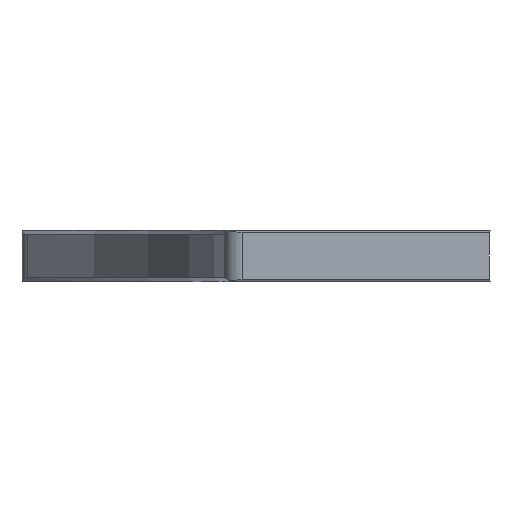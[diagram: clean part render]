
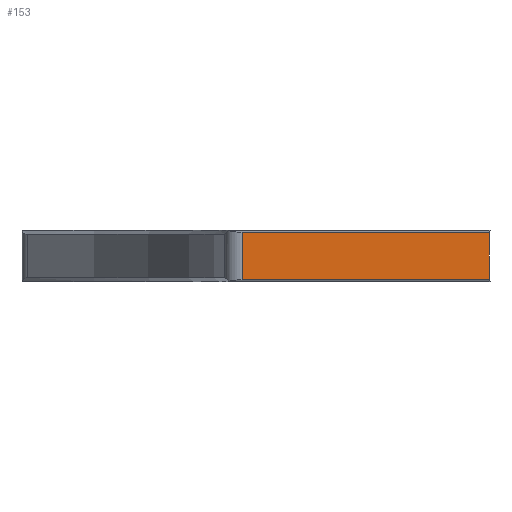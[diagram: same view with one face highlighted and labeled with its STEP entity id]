
A CAD part, front view. The second image highlights one B-rep face of the part: STEP entity #153.
In plain terms, the highlighted planar face has unit normal (0, -1, 0).
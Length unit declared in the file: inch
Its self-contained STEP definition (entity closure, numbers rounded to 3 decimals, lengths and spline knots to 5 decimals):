
#4 = DIRECTION ( 'NONE',  ( 1., 0., 0. ) ) ;
#36 = DIRECTION ( 'NONE',  ( 1., 0., 0. ) ) ;
#80 = EDGE_CURVE ( 'NONE', #576, #1082, #83, .T. ) ;
#83 = CIRCLE ( 'NONE', #1050, 2.5 ) ;
#119 = DIRECTION ( 'NONE',  ( 0., -1., 0. ) ) ;
#121 = VECTOR ( 'NONE', #239, 39.37008 ) ;
#153 = ADVANCED_FACE ( 'NONE', ( #1018 ), #315, .T. ) ;
#156 = CARTESIAN_POINT ( 'NONE',  ( 4.68633, 0., -0.3425 ) ) ;
#182 = DIRECTION ( 'NONE',  ( -1., 0., 0. ) ) ;
#207 = CARTESIAN_POINT ( 'NONE',  ( 4.563, 0., -0.3735 ) ) ;
#239 = DIRECTION ( 'NONE',  ( 0., 0., -1. ) ) ;
#254 = CARTESIAN_POINT ( 'NONE',  ( 4.68633, 0., -0.01563 ) ) ;
#300 = DIRECTION ( 'NONE',  ( 0., -1., 0. ) ) ;
#309 = VECTOR ( 'NONE', #182, 39.37008 ) ;
#315 = PLANE ( 'NONE',  #579 ) ;
#331 = VERTEX_POINT ( 'NONE', #638 ) ;
#344 = CARTESIAN_POINT ( 'NONE',  ( 6.469, 0., -0.35787 ) ) ;
#347 = EDGE_CURVE ( 'NONE', #451, #576, #991, .T. ) ;
#362 = EDGE_CURVE ( 'NONE', #451, #715, #989, .T. ) ;
#419 = ORIENTED_EDGE ( 'NONE', *, *, #661, .T. ) ;
#451 = VERTEX_POINT ( 'NONE', #1100 ) ;
#479 = EDGE_LOOP ( 'NONE', ( #782, #419, #550, #626, #538 ) ) ;
#538 = ORIENTED_EDGE ( 'NONE', *, *, #347, .F. ) ;
#550 = ORIENTED_EDGE ( 'NONE', *, *, #1155, .T. ) ;
#558 = VECTOR ( 'NONE', #914, 39.37008 ) ;
#576 = VERTEX_POINT ( 'NONE', #1130 ) ;
#579 = AXIS2_PLACEMENT_3D ( 'NONE', #207, #119, #846 ) ;
#619 = CARTESIAN_POINT ( 'NONE',  ( 4.563, 0., -0.01563 ) ) ;
#626 = ORIENTED_EDGE ( 'NONE', *, *, #80, .F. ) ;
#638 = CARTESIAN_POINT ( 'NONE',  ( 4.68633, 0., -0.35787 ) ) ;
#661 = EDGE_CURVE ( 'NONE', #715, #331, #861, .T. ) ;
#693 = CARTESIAN_POINT ( 'NONE',  ( 6.46788, 0., -0.35787 ) ) ;
#715 = VERTEX_POINT ( 'NONE', #254 ) ;
#782 = ORIENTED_EDGE ( 'NONE', *, *, #362, .T. ) ;
#846 = DIRECTION ( 'NONE',  ( 0., 0., -1. ) ) ;
#854 = CARTESIAN_POINT ( 'NONE',  ( 8.96202, 0., -0.18675 ) ) ;
#861 = LINE ( 'NONE', #156, #121 ) ;
#881 = LINE ( 'NONE', #344, #558 ) ;
#909 = DIRECTION ( 'NONE',  ( 0., -1., 0. ) ) ;
#914 = DIRECTION ( 'NONE',  ( 1., 0., 0. ) ) ;
#989 = LINE ( 'NONE', #619, #309 ) ;
#991 = CIRCLE ( 'NONE', #1070, 2.5 ) ;
#1001 = CARTESIAN_POINT ( 'NONE',  ( 8.96202, 0., -0.18675 ) ) ;
#1018 = FACE_OUTER_BOUND ( 'NONE', #479, .T. ) ;
#1050 = AXIS2_PLACEMENT_3D ( 'NONE', #854, #300, #36 ) ;
#1070 = AXIS2_PLACEMENT_3D ( 'NONE', #1001, #909, #4 ) ;
#1082 = VERTEX_POINT ( 'NONE', #693 ) ;
#1100 = CARTESIAN_POINT ( 'NONE',  ( 6.46788, 0., -0.01563 ) ) ;
#1130 = CARTESIAN_POINT ( 'NONE',  ( 6.46202, 0., -0.18675 ) ) ;
#1155 = EDGE_CURVE ( 'NONE', #331, #1082, #881, .T. ) ;
